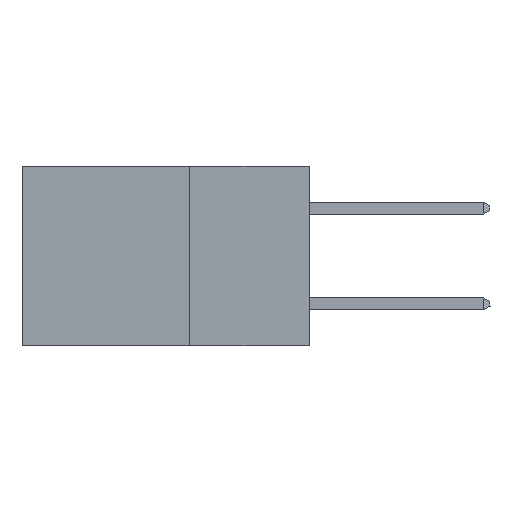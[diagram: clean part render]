
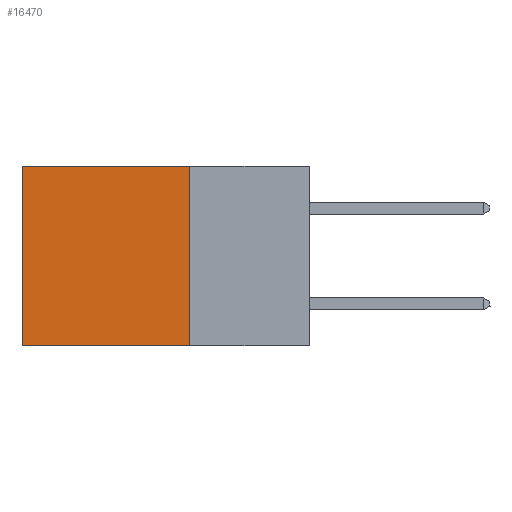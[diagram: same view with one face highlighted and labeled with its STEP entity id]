
A CAD part, left-side view. The second image highlights one B-rep face of the part: STEP entity #16470.
In plain terms, the highlighted planar face has unit normal (-1, 0, 0).
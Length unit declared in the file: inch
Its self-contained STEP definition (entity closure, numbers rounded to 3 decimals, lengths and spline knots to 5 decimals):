
#345 = EDGE_CURVE ( 'NONE', #6845, #8177, #10819, .T. ) ;
#563 = ORIENTED_EDGE ( 'NONE', *, *, #10586, .F. ) ;
#2273 = PLANE ( 'NONE',  #2329 ) ;
#2329 = AXIS2_PLACEMENT_3D ( 'NONE', #18972, #4765, #13631 ) ;
#2715 = VERTEX_POINT ( 'NONE', #10799 ) ;
#2852 = VERTEX_POINT ( 'NONE', #6056 ) ;
#4022 = LINE ( 'NONE', #20667, #22155 ) ;
#4381 = DIRECTION ( 'NONE',  ( 0., 1., 0. ) ) ;
#4765 = DIRECTION ( 'NONE',  ( 1., 0., 0. ) ) ;
#6056 = CARTESIAN_POINT ( 'NONE',  ( 0.2875, 0.6, -0.375 ) ) ;
#6845 = VERTEX_POINT ( 'NONE', #11904 ) ;
#7363 = LINE ( 'NONE', #8475, #22435 ) ;
#7997 = VECTOR ( 'NONE', #17375, 39.37008 ) ;
#8036 = CARTESIAN_POINT ( 'NONE',  ( 0.2875, 0.25, 0. ) ) ;
#8177 = VERTEX_POINT ( 'NONE', #8639 ) ;
#8475 = CARTESIAN_POINT ( 'NONE',  ( 0.2875, 0.25, -0.375 ) ) ;
#8639 = CARTESIAN_POINT ( 'NONE',  ( 0.2875, 0.6, 0. ) ) ;
#10413 = DIRECTION ( 'NONE',  ( 0., 0., -1. ) ) ;
#10586 = EDGE_CURVE ( 'NONE', #2715, #2852, #15540, .T. ) ;
#10799 = CARTESIAN_POINT ( 'NONE',  ( 0.2875, 0.25, -0.375 ) ) ;
#10819 = LINE ( 'NONE', #8036, #15010 ) ;
#11904 = CARTESIAN_POINT ( 'NONE',  ( 0.2875, 0.25, 0. ) ) ;
#12125 = DIRECTION ( 'NONE',  ( 0., 0., -1. ) ) ;
#12215 = CARTESIAN_POINT ( 'NONE',  ( 0.2875, 0.25, -0.375 ) ) ;
#13170 = EDGE_CURVE ( 'NONE', #6845, #2715, #7363, .T. ) ;
#13631 = DIRECTION ( 'NONE',  ( 0., 0., -1. ) ) ;
#15010 = VECTOR ( 'NONE', #4381, 39.37008 ) ;
#15540 = LINE ( 'NONE', #12215, #7997 ) ;
#16470 = ADVANCED_FACE ( 'NONE', ( #19828 ), #2273, .F. ) ;
#16732 = ORIENTED_EDGE ( 'NONE', *, *, #19784, .T. ) ;
#17375 = DIRECTION ( 'NONE',  ( 0., 1., 0. ) ) ;
#17675 = EDGE_LOOP ( 'NONE', ( #16732, #563, #19460, #20937 ) ) ;
#18972 = CARTESIAN_POINT ( 'NONE',  ( 0.2875, 0.25, -0.375 ) ) ;
#19460 = ORIENTED_EDGE ( 'NONE', *, *, #13170, .F. ) ;
#19784 = EDGE_CURVE ( 'NONE', #8177, #2852, #4022, .T. ) ;
#19828 = FACE_OUTER_BOUND ( 'NONE', #17675, .T. ) ;
#20667 = CARTESIAN_POINT ( 'NONE',  ( 0.2875, 0.6, -0.375 ) ) ;
#20937 = ORIENTED_EDGE ( 'NONE', *, *, #345, .T. ) ;
#22155 = VECTOR ( 'NONE', #10413, 39.37008 ) ;
#22435 = VECTOR ( 'NONE', #12125, 39.37008 ) ;
